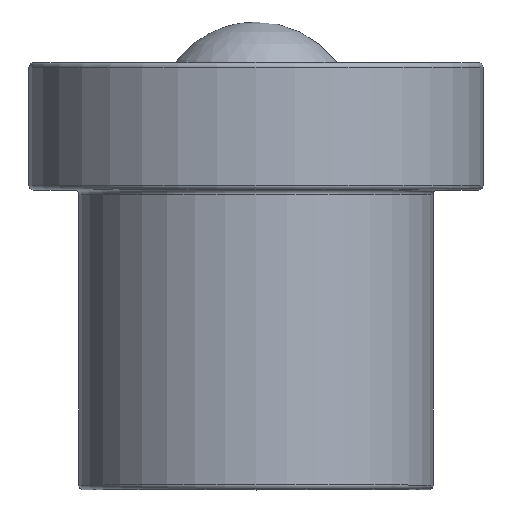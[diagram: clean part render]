
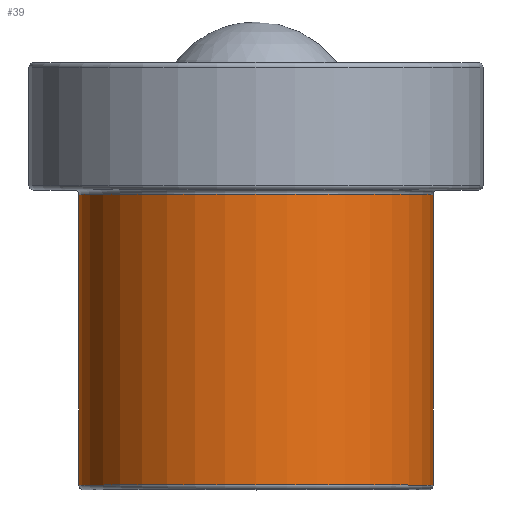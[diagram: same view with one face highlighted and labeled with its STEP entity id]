
A CAD part, top view. The second image highlights one B-rep face of the part: STEP entity #39.
In plain terms, the highlighted cylindrical face has radius 19.5 mm (diameter 39 mm), a full revolution.
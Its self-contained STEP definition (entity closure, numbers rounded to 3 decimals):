
#39 = ADVANCED_FACE( '', ( #86, #87 ), #88, .T. );
#86 = FACE_OUTER_BOUND( '', #153, .T. );
#87 = FACE_OUTER_BOUND( '', #154, .T. );
#88 = CYLINDRICAL_SURFACE( '', #155, 19.5 );
#153 = EDGE_LOOP( '', ( #214 ) );
#154 = EDGE_LOOP( '', ( #215 ) );
#155 = AXIS2_PLACEMENT_3D( '', #216, #217, #218 );
#214 = ORIENTED_EDGE( '', *, *, #304, .F. );
#215 = ORIENTED_EDGE( '', *, *, #305, .T. );
#216 = CARTESIAN_POINT( '', ( 0., 0., 0. ) );
#217 = DIRECTION( '', ( 0., 1., 0. ) );
#218 = DIRECTION( '', ( 0., 0., -1. ) );
#304 = EDGE_CURVE( '', #335, #335, #336, .T. );
#305 = EDGE_CURVE( '', #337, #337, #338, .T. );
#335 = VERTEX_POINT( '', #378 );
#336 = CIRCLE( '', #379, 19.5 );
#337 = VERTEX_POINT( '', #380 );
#338 = CIRCLE( '', #381, 19.5 );
#378 = CARTESIAN_POINT( '', ( 0., 0.5, -19.5 ) );
#379 = AXIS2_PLACEMENT_3D( '', #420, #421, #422 );
#380 = CARTESIAN_POINT( '', ( 0., 32.5, -19.5 ) );
#381 = AXIS2_PLACEMENT_3D( '', #423, #424, #425 );
#420 = CARTESIAN_POINT( '', ( 0., 0.5, 0. ) );
#421 = DIRECTION( '', ( 0., -1., 0. ) );
#422 = DIRECTION( '', ( 0., 0., -1. ) );
#423 = CARTESIAN_POINT( '', ( 0., 32.5, 0. ) );
#424 = DIRECTION( '', ( 0., -1., 0. ) );
#425 = DIRECTION( '', ( 0., 0., -1. ) );
